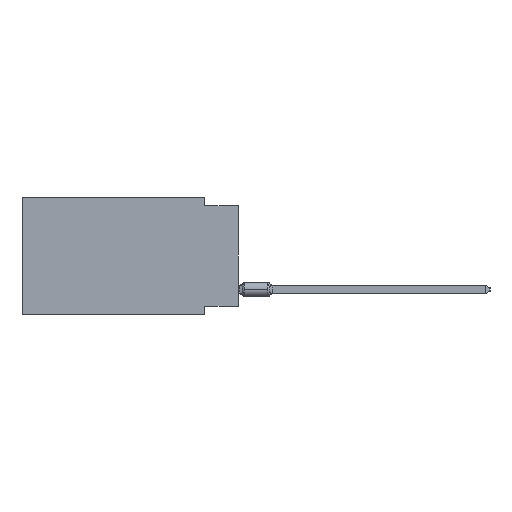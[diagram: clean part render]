
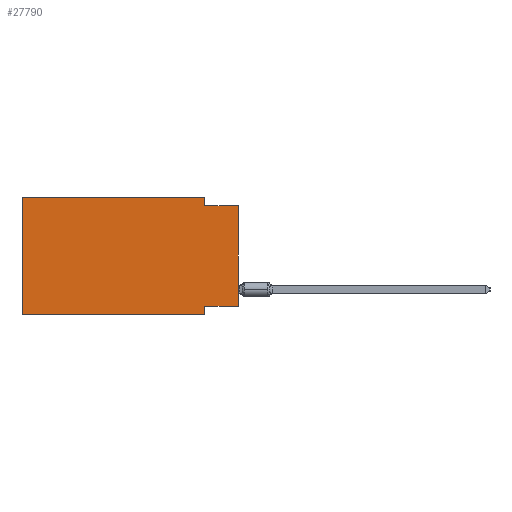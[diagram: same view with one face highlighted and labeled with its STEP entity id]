
A CAD part, left-side view. The second image highlights one B-rep face of the part: STEP entity #27790.
In plain terms, the highlighted planar face has unit normal (-1, 0, 0).
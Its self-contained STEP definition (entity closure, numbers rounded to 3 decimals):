
#2373 = DIRECTION ( 'NONE',  ( 1., 0., 0. ) ) ;
#2808 = DIRECTION ( 'NONE',  ( 0., -1., 0. ) ) ;
#2939 = VERTEX_POINT ( 'NONE', #12541 ) ;
#3873 = CARTESIAN_POINT ( 'NONE',  ( 0., 2.54, -8.89 ) ) ;
#5646 = AXIS2_PLACEMENT_3D ( 'NONE', #20084, #2373, #52207 ) ;
#6491 = ORIENTED_EDGE ( 'NONE', *, *, #31402, .F. ) ;
#7227 = ORIENTED_EDGE ( 'NONE', *, *, #18685, .T. ) ;
#8832 = CARTESIAN_POINT ( 'NONE',  ( 0., 16.383, 0. ) ) ;
#9771 = CARTESIAN_POINT ( 'NONE',  ( 0., 2.54, 0. ) ) ;
#10823 = EDGE_LOOP ( 'NONE', ( #7227, #48323, #28390, #6491, #50730, #40671, #34628, #34872 ) ) ;
#11735 = EDGE_CURVE ( 'NONE', #38528, #13209, #20981, .T. ) ;
#12541 = CARTESIAN_POINT ( 'NONE',  ( 0., 0., -0.635 ) ) ;
#12542 = CARTESIAN_POINT ( 'NONE',  ( 0., 0., -0.635 ) ) ;
#13209 = VERTEX_POINT ( 'NONE', #34536 ) ;
#13496 = CARTESIAN_POINT ( 'NONE',  ( 0., 0., 0. ) ) ;
#14443 = DIRECTION ( 'NONE',  ( 0., 1., 0. ) ) ;
#14977 = VECTOR ( 'NONE', #2808, 1000. ) ;
#18289 = VECTOR ( 'NONE', #43961, 1000. ) ;
#18645 = EDGE_CURVE ( 'NONE', #36762, #53143, #34406, .T. ) ;
#18685 = EDGE_CURVE ( 'NONE', #41661, #2939, #22629, .T. ) ;
#19005 = EDGE_CURVE ( 'NONE', #39174, #53143, #20814, .T. ) ;
#20084 = CARTESIAN_POINT ( 'NONE',  ( 0., 16.383, 0. ) ) ;
#20814 = LINE ( 'NONE', #34095, #14977 ) ;
#20981 = LINE ( 'NONE', #25692, #18289 ) ;
#21624 = VECTOR ( 'NONE', #32883, 1000. ) ;
#22380 = CARTESIAN_POINT ( 'NONE',  ( 0., 16.383, 0. ) ) ;
#22629 = LINE ( 'NONE', #13496, #32051 ) ;
#23262 = DIRECTION ( 'NONE',  ( 0., -1., 0. ) ) ;
#24022 = LINE ( 'NONE', #33463, #21624 ) ;
#24388 = CARTESIAN_POINT ( 'NONE',  ( 0., 0., -8.255 ) ) ;
#24398 = CARTESIAN_POINT ( 'NONE',  ( 0., 16.383, -8.89 ) ) ;
#25692 = CARTESIAN_POINT ( 'NONE',  ( 0., 2.54, 0. ) ) ;
#25807 = LINE ( 'NONE', #12542, #26499 ) ;
#25967 = VECTOR ( 'NONE', #23262, 1000. ) ;
#26499 = VECTOR ( 'NONE', #43792, 1000. ) ;
#26975 = VERTEX_POINT ( 'NONE', #22380 ) ;
#27790 = ADVANCED_FACE ( 'NONE', ( #33368 ), #51037, .F. ) ;
#28390 = ORIENTED_EDGE ( 'NONE', *, *, #11735, .F. ) ;
#31402 = EDGE_CURVE ( 'NONE', #26975, #38528, #50104, .T. ) ;
#32051 = VECTOR ( 'NONE', #48587, 1000. ) ;
#32883 = DIRECTION ( 'NONE',  ( 0., 0., 1. ) ) ;
#33368 = FACE_OUTER_BOUND ( 'NONE', #10823, .T. ) ;
#33463 = CARTESIAN_POINT ( 'NONE',  ( 0., 16.383, 0. ) ) ;
#34095 = CARTESIAN_POINT ( 'NONE',  ( 0., 16.383, -8.89 ) ) ;
#34406 = LINE ( 'NONE', #34684, #53721 ) ;
#34536 = CARTESIAN_POINT ( 'NONE',  ( 0., 2.54, -0.635 ) ) ;
#34628 = ORIENTED_EDGE ( 'NONE', *, *, #18645, .F. ) ;
#34684 = CARTESIAN_POINT ( 'NONE',  ( 0., 2.54, -8.89 ) ) ;
#34872 = ORIENTED_EDGE ( 'NONE', *, *, #56358, .F. ) ;
#35331 = DIRECTION ( 'NONE',  ( 0., 0., -1. ) ) ;
#36762 = VERTEX_POINT ( 'NONE', #54806 ) ;
#37503 = EDGE_CURVE ( 'NONE', #13209, #2939, #25807, .T. ) ;
#38528 = VERTEX_POINT ( 'NONE', #9771 ) ;
#39174 = VERTEX_POINT ( 'NONE', #24398 ) ;
#40671 = ORIENTED_EDGE ( 'NONE', *, *, #19005, .T. ) ;
#41661 = VERTEX_POINT ( 'NONE', #24388 ) ;
#41860 = EDGE_CURVE ( 'NONE', #39174, #26975, #24022, .T. ) ;
#42548 = VECTOR ( 'NONE', #14443, 1000. ) ;
#43792 = DIRECTION ( 'NONE',  ( 0., -1., 0. ) ) ;
#43961 = DIRECTION ( 'NONE',  ( 0., 0., -1. ) ) ;
#47127 = CARTESIAN_POINT ( 'NONE',  ( 0., 0., -8.255 ) ) ;
#48323 = ORIENTED_EDGE ( 'NONE', *, *, #37503, .F. ) ;
#48587 = DIRECTION ( 'NONE',  ( 0., 0., 1. ) ) ;
#50104 = LINE ( 'NONE', #8832, #25967 ) ;
#50730 = ORIENTED_EDGE ( 'NONE', *, *, #41860, .F. ) ;
#51037 = PLANE ( 'NONE',  #5646 ) ;
#52207 = DIRECTION ( 'NONE',  ( 0., 0., -1. ) ) ;
#53143 = VERTEX_POINT ( 'NONE', #3873 ) ;
#53721 = VECTOR ( 'NONE', #35331, 1000. ) ;
#54806 = CARTESIAN_POINT ( 'NONE',  ( 0., 2.54, -8.255 ) ) ;
#55379 = LINE ( 'NONE', #47127, #42548 ) ;
#56358 = EDGE_CURVE ( 'NONE', #41661, #36762, #55379, .T. ) ;
